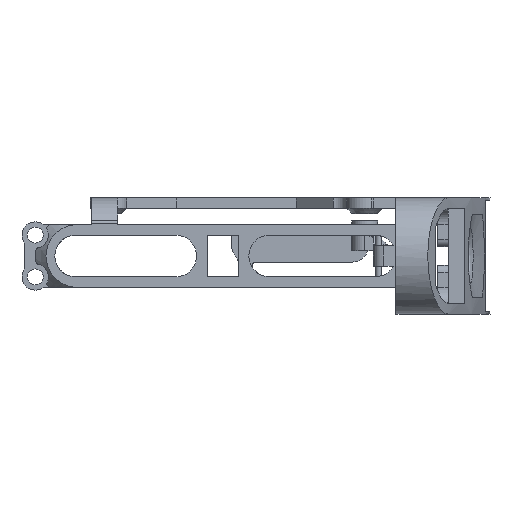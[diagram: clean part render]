
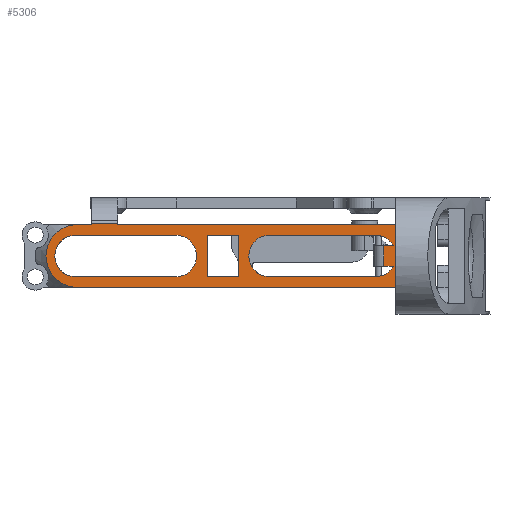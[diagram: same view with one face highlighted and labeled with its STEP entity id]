
A CAD part, left-side view. The second image highlights one B-rep face of the part: STEP entity #5306.
In plain terms, the highlighted planar face has unit normal (-1, 0, 0).
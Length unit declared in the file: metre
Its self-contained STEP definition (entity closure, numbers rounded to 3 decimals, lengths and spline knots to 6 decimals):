
#244=CIRCLE('',#5507,0.006);
#330=CIRCLE('',#5637,0.004);
#334=CIRCLE('',#5647,0.004);
#420=CIRCLE('',#5822,0.004);
#421=CIRCLE('',#5823,0.004);
#422=CIRCLE('',#5824,0.004);
#1425=ORIENTED_EDGE('',*,*,#2521,.F.);
#1426=ORIENTED_EDGE('',*,*,#2653,.F.);
#1427=ORIENTED_EDGE('',*,*,#2654,.T.);
#1428=ORIENTED_EDGE('',*,*,#2655,.T.);
#1429=ORIENTED_EDGE('',*,*,#2656,.F.);
#1430=ORIENTED_EDGE('',*,*,#2018,.F.);
#1431=ORIENTED_EDGE('',*,*,#2130,.T.);
#1432=ORIENTED_EDGE('',*,*,#2651,.T.);
#1433=ORIENTED_EDGE('',*,*,#2657,.T.);
#1434=ORIENTED_EDGE('',*,*,#2500,.T.);
#1435=ORIENTED_EDGE('',*,*,#2658,.T.);
#1436=ORIENTED_EDGE('',*,*,#2508,.F.);
#1437=ORIENTED_EDGE('',*,*,#2659,.T.);
#1438=ORIENTED_EDGE('',*,*,#2510,.T.);
#1439=ORIENTED_EDGE('',*,*,#2660,.T.);
#1440=ORIENTED_EDGE('',*,*,#2515,.F.);
#1441=ORIENTED_EDGE('',*,*,#2374,.T.);
#1442=ORIENTED_EDGE('',*,*,#2245,.T.);
#1443=ORIENTED_EDGE('',*,*,#2661,.F.);
#1444=ORIENTED_EDGE('',*,*,#2662,.F.);
#1445=ORIENTED_EDGE('',*,*,#2363,.T.);
#1446=ORIENTED_EDGE('',*,*,#2644,.F.);
#1447=ORIENTED_EDGE('',*,*,#2663,.T.);
#1448=ORIENTED_EDGE('',*,*,#2641,.T.);
#2018=EDGE_CURVE('',#2790,#2791,#3316,.T.);
#2130=EDGE_CURVE('',#2790,#2892,#244,.T.);
#2245=EDGE_CURVE('',#2989,#2988,#3439,.T.);
#2363=EDGE_CURVE('',#3079,#3081,#330,.T.);
#2374=EDGE_CURVE('',#3086,#2989,#334,.T.);
#2500=EDGE_CURVE('',#3193,#3194,#3585,.T.);
#2508=EDGE_CURVE('',#3201,#3202,#3591,.T.);
#2510=EDGE_CURVE('',#3203,#3204,#3593,.T.);
#2515=EDGE_CURVE('',#3207,#3209,#3598,.T.);
#2521=EDGE_CURVE('',#3211,#3213,#3604,.T.);
#2641=EDGE_CURVE('',#3264,#3086,#3688,.T.);
#2644=EDGE_CURVE('',#3265,#3081,#3691,.T.);
#2651=EDGE_CURVE('',#2892,#3213,#3696,.T.);
#2653=EDGE_CURVE('',#3271,#3211,#3698,.T.);
#2654=EDGE_CURVE('',#3271,#3272,#3699,.T.);
#2655=EDGE_CURVE('',#3272,#3273,#3700,.T.);
#2656=EDGE_CURVE('',#2791,#3273,#3701,.T.);
#2657=EDGE_CURVE('',#3201,#3193,#420,.T.);
#2658=EDGE_CURVE('',#3194,#3202,#421,.T.);
#2659=EDGE_CURVE('',#3207,#3203,#3702,.T.);
#2660=EDGE_CURVE('',#3204,#3209,#3703,.T.);
#2661=EDGE_CURVE('',#3274,#2988,#3704,.T.);
#2662=EDGE_CURVE('',#3079,#3274,#3705,.T.);
#2663=EDGE_CURVE('',#3265,#3264,#422,.T.);
#2790=VERTEX_POINT('',#7575);
#2791=VERTEX_POINT('',#7576);
#2892=VERTEX_POINT('',#7826);
#2988=VERTEX_POINT('',#8109);
#2989=VERTEX_POINT('',#8111);
#3079=VERTEX_POINT('',#8350);
#3081=VERTEX_POINT('',#8354);
#3086=VERTEX_POINT('',#8387);
#3193=VERTEX_POINT('',#8726);
#3194=VERTEX_POINT('',#8727);
#3201=VERTEX_POINT('',#8742);
#3202=VERTEX_POINT('',#8744);
#3203=VERTEX_POINT('',#8748);
#3204=VERTEX_POINT('',#8749);
#3207=VERTEX_POINT('',#8757);
#3209=VERTEX_POINT('',#8760);
#3211=VERTEX_POINT('',#8770);
#3213=VERTEX_POINT('',#8773);
#3264=VERTEX_POINT('',#9003);
#3265=VERTEX_POINT('',#9007);
#3271=VERTEX_POINT('',#9024);
#3272=VERTEX_POINT('',#9028);
#3273=VERTEX_POINT('',#9030);
#3274=VERTEX_POINT('',#9037);
#3316=LINE('',#7574,#3764);
#3439=LINE('',#8110,#3887);
#3585=LINE('',#8725,#4033);
#3591=LINE('',#8743,#4039);
#3593=LINE('',#8747,#4041);
#3598=LINE('',#8759,#4046);
#3604=LINE('',#8772,#4052);
#3688=LINE('',#9002,#4136);
#3691=LINE('',#9008,#4139);
#3696=LINE('',#9021,#4144);
#3698=LINE('',#9025,#4146);
#3699=LINE('',#9027,#4147);
#3700=LINE('',#9029,#4148);
#3701=LINE('',#9031,#4149);
#3702=LINE('',#9034,#4150);
#3703=LINE('',#9035,#4151);
#3704=LINE('',#9036,#4152);
#3705=LINE('',#9038,#4153);
#3764=VECTOR('',#6016,1.);
#3887=VECTOR('',#6379,1.);
#4033=VECTOR('',#6795,1.);
#4039=VECTOR('',#6807,1.);
#4041=VECTOR('',#6811,1.);
#4046=VECTOR('',#6818,1.);
#4052=VECTOR('',#6830,1.);
#4136=VECTOR('',#7104,1.);
#4139=VECTOR('',#7109,1.);
#4144=VECTOR('',#7120,1.);
#4146=VECTOR('',#7124,1.);
#4147=VECTOR('',#7127,1.);
#4148=VECTOR('',#7128,1.);
#4149=VECTOR('',#7129,1.);
#4150=VECTOR('',#7134,1.);
#4151=VECTOR('',#7135,1.);
#4152=VECTOR('',#7136,1.);
#4153=VECTOR('',#7137,1.);
#4439=EDGE_LOOP('',(#1425,#1426,#1427,#1428,#1429,#1430,#1431,#1432));
#4440=EDGE_LOOP('',(#1433,#1434,#1435,#1436));
#4441=EDGE_LOOP('',(#1437,#1438,#1439,#1440));
#4442=EDGE_LOOP('',(#1441,#1442,#1443,#1444,#1445,#1446,#1447,#1448));
#4839=FACE_BOUND('',#4439,.T.);
#4840=FACE_BOUND('',#4440,.T.);
#4841=FACE_BOUND('',#4441,.T.);
#4842=FACE_BOUND('',#4442,.T.);
#5097=PLANE('',#5821);
#5306=ADVANCED_FACE('',(#4839,#4840,#4841,#4842),#5097,.F.);
#5507=AXIS2_PLACEMENT_3D('',#7827,#6180,#6181);
#5637=AXIS2_PLACEMENT_3D('',#8355,#6571,#6572);
#5647=AXIS2_PLACEMENT_3D('',#8386,#6597,#6598);
#5821=AXIS2_PLACEMENT_3D('',#9026,#7125,#7126);
#5822=AXIS2_PLACEMENT_3D('',#9032,#7130,#7131);
#5823=AXIS2_PLACEMENT_3D('',#9033,#7132,#7133);
#5824=AXIS2_PLACEMENT_3D('',#9039,#7138,#7139);
#6016=DIRECTION('',(0.,-1.,0.));
#6180=DIRECTION('',(-1.,0.,0.));
#6181=DIRECTION('',(0.,0.,-1.));
#6379=DIRECTION('',(0.,1.,0.));
#6571=DIRECTION('',(1.,0.,0.));
#6572=DIRECTION('',(0.,0.,-1.));
#6597=DIRECTION('',(1.,0.,0.));
#6598=DIRECTION('',(0.,0.,-1.));
#6795=DIRECTION('',(0.,-1.,0.));
#6807=DIRECTION('',(0.,-1.,0.));
#6811=DIRECTION('',(0.,-1.,0.));
#6818=DIRECTION('',(0.,-1.,0.));
#6830=DIRECTION('',(0.,0.,-1.));
#7104=DIRECTION('',(0.,-1.,0.));
#7109=DIRECTION('',(0.,-1.,0.));
#7120=DIRECTION('',(0.,-1.,0.));
#7124=DIRECTION('',(0.,-1.,0.));
#7125=DIRECTION('',(1.,0.,0.));
#7126=DIRECTION('',(0.,1.,0.));
#7127=DIRECTION('',(0.,0.,1.));
#7128=DIRECTION('',(0.,1.,0.));
#7129=DIRECTION('',(0.,0.,1.));
#7130=DIRECTION('',(1.,0.,0.));
#7131=DIRECTION('',(0.,0.,-1.));
#7132=DIRECTION('',(1.,0.,0.));
#7133=DIRECTION('',(0.,0.,-1.));
#7134=DIRECTION('',(0.,0.,1.));
#7135=DIRECTION('',(0.,0.,-1.));
#7136=DIRECTION('',(0.,0.,1.));
#7137=DIRECTION('',(0.,1.,0.));
#7138=DIRECTION('',(1.,0.,0.));
#7139=DIRECTION('',(0.,0.,-1.));
#7574=CARTESIAN_POINT('',(-0.061388,0.072681,0.006));
#7575=CARTESIAN_POINT('',(-0.061388,0.066938,0.006));
#7576=CARTESIAN_POINT('',(-0.061388,0.064209,0.006));
#7826=CARTESIAN_POINT('',(-0.061388,0.066938,-0.006));
#7827=CARTESIAN_POINT('',(-0.061388,0.066938,0.));
#8109=CARTESIAN_POINT('',(-0.061388,0.008293,0.002));
#8110=CARTESIAN_POINT('',(-0.061388,0.028245,0.002));
#8111=CARTESIAN_POINT('',(-0.061388,0.006536,0.002));
#8350=CARTESIAN_POINT('',(-0.061388,0.006536,-0.002));
#8354=CARTESIAN_POINT('',(-0.061388,0.01,-0.004));
#8355=CARTESIAN_POINT('',(-0.061388,0.01,0.));
#8386=CARTESIAN_POINT('',(-0.061388,0.01,0.));
#8387=CARTESIAN_POINT('',(-0.061388,0.01,0.004));
#8725=CARTESIAN_POINT('',(-0.061388,0.071625,0.004));
#8726=CARTESIAN_POINT('',(-0.061388,0.06725,0.004));
#8727=CARTESIAN_POINT('',(-0.061388,0.048125,0.004));
#8742=CARTESIAN_POINT('',(-0.061388,0.06725,-0.004));
#8743=CARTESIAN_POINT('',(-0.061388,0.071625,-0.004));
#8744=CARTESIAN_POINT('',(-0.061388,0.048125,-0.004));
#8747=CARTESIAN_POINT('',(-0.061388,0.071625,0.004));
#8748=CARTESIAN_POINT('',(-0.061388,0.042125,0.004));
#8749=CARTESIAN_POINT('',(-0.061388,0.036125,0.004));
#8757=CARTESIAN_POINT('',(-0.061388,0.042125,-0.004));
#8759=CARTESIAN_POINT('',(-0.061388,0.071625,-0.004));
#8760=CARTESIAN_POINT('',(-0.061388,0.036125,-0.004));
#8770=CARTESIAN_POINT('',(-0.061388,0.006,0.006));
#8772=CARTESIAN_POINT('',(-0.061388,0.006,-0.005));
#8773=CARTESIAN_POINT('',(-0.061388,0.006,-0.006));
#9002=CARTESIAN_POINT('',(-0.061388,0.071625,0.004));
#9003=CARTESIAN_POINT('',(-0.061388,0.030125,0.004));
#9007=CARTESIAN_POINT('',(-0.061388,0.030125,-0.004));
#9008=CARTESIAN_POINT('',(-0.061388,0.071625,-0.004));
#9021=CARTESIAN_POINT('',(-0.061388,0.071625,-0.006));
#9024=CARTESIAN_POINT('',(-0.061388,0.059209,0.006));
#9025=CARTESIAN_POINT('',(-0.061388,0.072681,0.006));
#9026=CARTESIAN_POINT('',(-0.061388,0.038875,0.));
#9027=CARTESIAN_POINT('',(-0.061388,0.059209,0.006093));
#9028=CARTESIAN_POINT('',(-0.061388,0.059209,0.006186));
#9029=CARTESIAN_POINT('',(-0.061388,0.059209,0.006186));
#9030=CARTESIAN_POINT('',(-0.061388,0.064209,0.006186));
#9031=CARTESIAN_POINT('',(-0.061388,0.064209,0.006093));
#9032=CARTESIAN_POINT('',(-0.061388,0.06725,0.));
#9033=CARTESIAN_POINT('',(-0.061388,0.048125,0.));
#9034=CARTESIAN_POINT('',(-0.061388,0.042125,0.002));
#9035=CARTESIAN_POINT('',(-0.061388,0.036125,-0.002));
#9036=CARTESIAN_POINT('',(-0.061388,0.008293,-0.002));
#9037=CARTESIAN_POINT('',(-0.061388,0.008293,-0.002));
#9038=CARTESIAN_POINT('',(-0.061388,0.007147,-0.002));
#9039=CARTESIAN_POINT('',(-0.061388,0.030125,0.));
